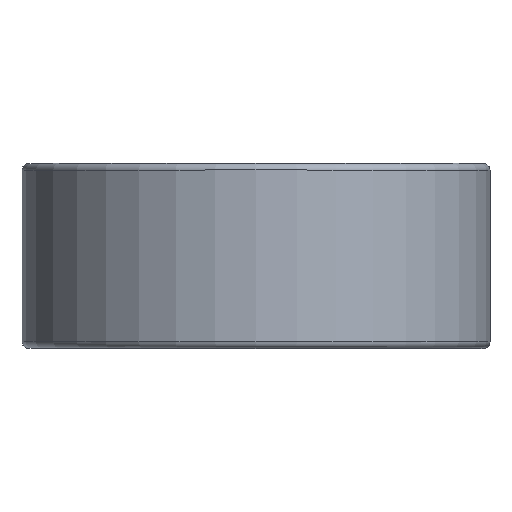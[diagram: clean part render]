
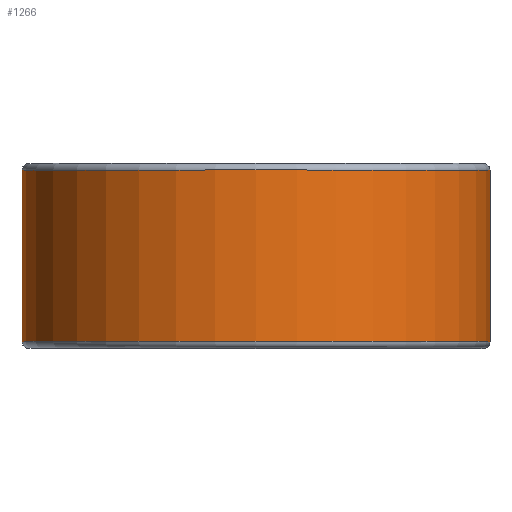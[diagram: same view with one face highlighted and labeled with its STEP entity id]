
A CAD part, top view. The second image highlights one B-rep face of the part: STEP entity #1266.
In plain terms, the highlighted cylindrical face has radius 26.124 mm (diameter 52.248 mm), a partial arc.
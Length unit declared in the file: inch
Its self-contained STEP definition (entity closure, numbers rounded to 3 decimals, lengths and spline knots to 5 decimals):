
#57 = DIRECTION ( 'NONE',  ( 0., 1., 0. ) ) ;
#173 = CARTESIAN_POINT ( 'NONE',  ( 0., 0.37625, -1.0285 ) ) ;
#185 = CARTESIAN_POINT ( 'NONE',  ( 0., -0.37625, -1.0285 ) ) ;
#315 = CIRCLE ( 'NONE', #1998, 1.0285 ) ;
#403 = CARTESIAN_POINT ( 'NONE',  ( 0., 0.37625, 0. ) ) ;
#431 = CARTESIAN_POINT ( 'NONE',  ( 1.0285, -0.37625, 0. ) ) ;
#506 = DIRECTION ( 'NONE',  ( 0., -1., 0. ) ) ;
#516 = CARTESIAN_POINT ( 'NONE',  ( 1.0285, 0.37625, 0. ) ) ;
#581 = DIRECTION ( 'NONE',  ( 0., 0., -1. ) ) ;
#732 = AXIS2_PLACEMENT_3D ( 'NONE', #2188, #2350, #900 ) ;
#757 = AXIS2_PLACEMENT_3D ( 'NONE', #403, #1749, #581 ) ;
#783 = VECTOR ( 'NONE', #2099, 39.37008 ) ;
#784 = CARTESIAN_POINT ( 'NONE',  ( 0., 0.37625, -1.0285 ) ) ;
#787 = VECTOR ( 'NONE', #57, 39.37008 ) ;
#844 = LINE ( 'NONE', #784, #787 ) ;
#846 = EDGE_CURVE ( 'NONE', #934, #931, #844, .T. ) ;
#888 = VERTEX_POINT ( 'NONE', #516 ) ;
#900 = DIRECTION ( 'NONE',  ( 0., 0., -1. ) ) ;
#931 = VERTEX_POINT ( 'NONE', #173 ) ;
#934 = VERTEX_POINT ( 'NONE', #185 ) ;
#971 = CYLINDRICAL_SURFACE ( 'NONE', #732, 1.0285 ) ;
#996 = ORIENTED_EDGE ( 'NONE', *, *, #846, .F. ) ;
#1056 = FACE_OUTER_BOUND ( 'NONE', #1881, .T. ) ;
#1158 = EDGE_CURVE ( 'NONE', #1571, #888, #1274, .T. ) ;
#1188 = CIRCLE ( 'NONE', #757, 1.0285 ) ;
#1233 = ORIENTED_EDGE ( 'NONE', *, *, #1158, .T. ) ;
#1266 = ADVANCED_FACE ( 'NONE', ( #1056 ), #971, .T. ) ;
#1274 = LINE ( 'NONE', #2113, #783 ) ;
#1395 = ORIENTED_EDGE ( 'NONE', *, *, #1606, .F. ) ;
#1571 = VERTEX_POINT ( 'NONE', #431 ) ;
#1606 = EDGE_CURVE ( 'NONE', #1571, #934, #315, .T. ) ;
#1677 = CARTESIAN_POINT ( 'NONE',  ( 0., -0.37625, 0. ) ) ;
#1749 = DIRECTION ( 'NONE',  ( 0., -1., 0. ) ) ;
#1815 = EDGE_CURVE ( 'NONE', #888, #931, #1188, .T. ) ;
#1857 = DIRECTION ( 'NONE',  ( 0., 0., -1. ) ) ;
#1881 = EDGE_LOOP ( 'NONE', ( #1233, #2200, #996, #1395 ) ) ;
#1998 = AXIS2_PLACEMENT_3D ( 'NONE', #1677, #506, #1857 ) ;
#2099 = DIRECTION ( 'NONE',  ( 0., 1., 0. ) ) ;
#2113 = CARTESIAN_POINT ( 'NONE',  ( 1.0285, 0.37625, 0. ) ) ;
#2188 = CARTESIAN_POINT ( 'NONE',  ( 0., 0.375, 0. ) ) ;
#2200 = ORIENTED_EDGE ( 'NONE', *, *, #1815, .T. ) ;
#2350 = DIRECTION ( 'NONE',  ( 0., -1., 0. ) ) ;
